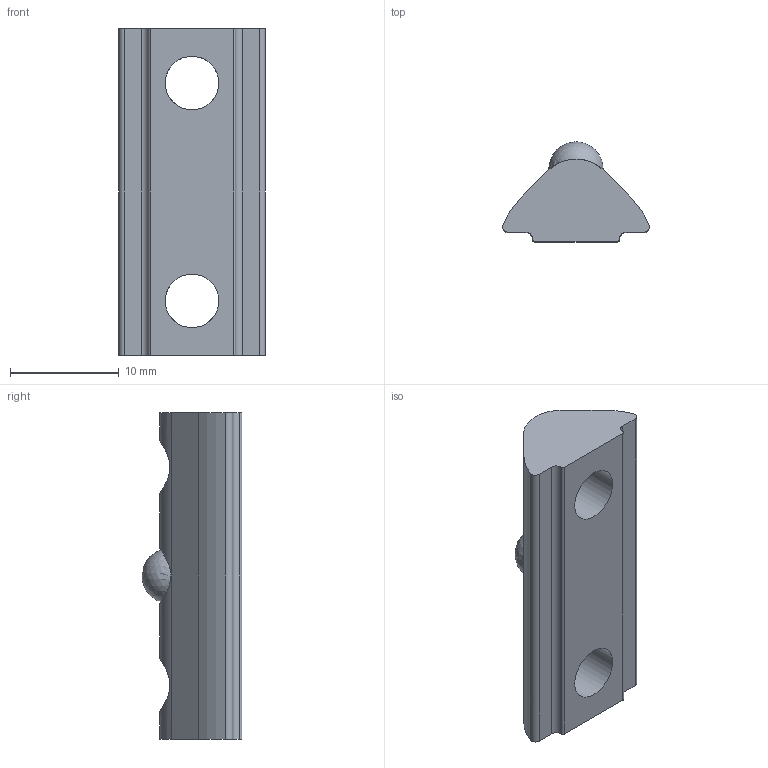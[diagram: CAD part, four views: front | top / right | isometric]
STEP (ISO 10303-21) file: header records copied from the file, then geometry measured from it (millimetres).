
FILE_DESCRIPTION(/* description */ ('GK Nutenstein einst. 2 x M6'),/* implementation_level */ '2;1');
FILE_NAME(/* name */ 'SV2210V_A.stp',/* time_stamp */ '2015-11-28T11:53:33+01:00',/* author */ ('marina kaa'),/* organization */ (''),/* preprocessor_version */ 'ST-DEVELOPER v15.6',/* originating_system */ 'Autodesk Inventor 2015',/* authorisation */ '');
FILE_SCHEMA (('AUTOMOTIVE_DESIGN { 1 0 10303 214 3 1 1 }'));
Length unit declared in the file: millimetre
Products named in the file (4): ME1630119_A; MK5100000_A; MK2402100_A; SV2210V_A
Bounding box: 13.47 x 9.17 x 30 mm (x, y, z)
Volume: 1722.9 mm3; surface area: 1563.8 mm2
Topology: 3 solids, 3 shells, 28 faces, 69 edges, 46 vertices
Faces by surface type: cylinder 13, plane 12, cone 1, bspline 1, sphere 1
Full cylindrical faces by diameter (mm): 4.5 x1, 4.917 x2, 5.1 x1
Entity records: 1549 total; most frequent: CARTESIAN_POINT 797, DIRECTION 152, ORIENTED_EDGE 122, EDGE_CURVE 61, AXIS2_PLACEMENT_3D 61, VERTEX_POINT 45, EDGE_LOOP 38, LINE 30
